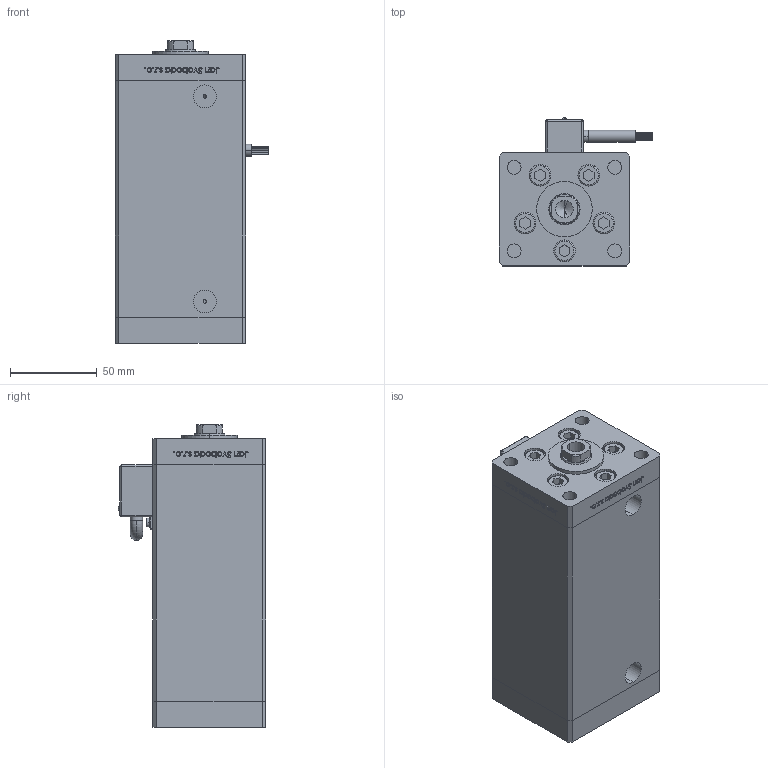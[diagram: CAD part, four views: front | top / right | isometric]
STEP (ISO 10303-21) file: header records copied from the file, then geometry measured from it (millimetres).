
FILE_DESCRIPTION (( 'STEP AP203' ), '1' );
FILE_NAME ('a48a.STEP', '2020-10-12T13:26:23', ( '' ), ( '' ), 'SwSTEP 2.0', 'SolidWorks 2019', '' );
FILE_SCHEMA (( 'CONFIG_CONTROL_DESIGN' ));
Length unit declared in the file: millimetre
Products named in the file (7): Magnetic_Switch_MSU4 f1b1acc16c59c8f69c674d9f40917e70; a48a; V220C_B MIDDLE f1b1acc16c59c8f69c674d9f40917e70; V220C_B_VC f1b1acc16c59c8f69c674d9f40917e70; V220C BACK_B f1b1acc16c59c8f69c674d9f40917e70; ALLEN BOLT f1b1acc16c59c8f69c674d9f40917e70; V220C_FRONT_B f1b1acc16c59c8f69c674d9f40917e70
Assembly tree (15 placements, depth 2):
  a48a
    V220C_B MIDDLE f1b1acc16c59c8f69c674d9f40917e70
    V220C_B_VC f1b1acc16c59c8f69c674d9f40917e70
    V220C BACK_B f1b1acc16c59c8f69c674d9f40917e70
    V220C_FRONT_B f1b1acc16c59c8f69c674d9f40917e70
    Magnetic_Switch_MSU4 f1b1acc16c59c8f69c674d9f40917e70
    ALLEN BOLT f1b1acc16c59c8f69c674d9f40917e70  x10
Bounding box: 88.3 x 85.1 x 174 mm (x, y, z)
Volume: 740492.8 mm3; surface area: 131254.7 mm2
Topology: 15 solids, 16 shells, 1277 faces, 3170 edges, 2066 vertices
Faces by surface type: plane 499, bspline 484, cylinder 188, cone 50, torus 44, sphere 12
Entity records: 54927 total; most frequent: CARTESIAN_POINT 30767, ORIENTED_EDGE 5492, DIRECTION 3328, EDGE_CURVE 2746, VERTEX_POINT 1814, VECTOR 1418, LINE 1418, EDGE_LOOP 1258
